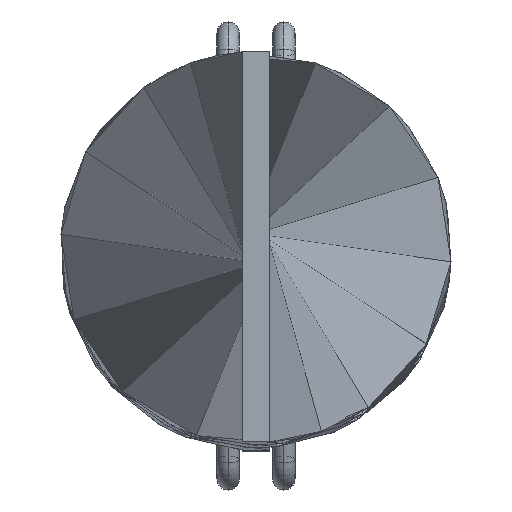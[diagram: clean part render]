
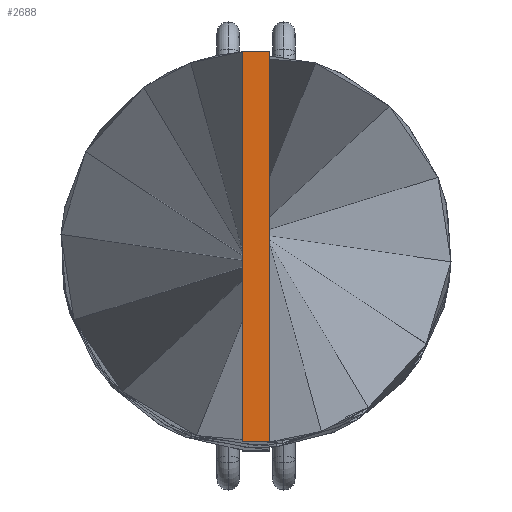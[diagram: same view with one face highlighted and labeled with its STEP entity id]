
A CAD part, top view. The second image highlights one B-rep face of the part: STEP entity #2688.
In plain terms, the highlighted planar face has unit normal (0, 0, 1).
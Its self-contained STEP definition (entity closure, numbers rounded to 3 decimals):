
#93 = ORIENTED_EDGE ( 'NONE', *, *, #2660, .T. ) ;
#155 = CARTESIAN_POINT ( 'NONE',  ( 0.5, -7., 200. ) ) ;
#169 = CARTESIAN_POINT ( 'NONE',  ( 0.5, -7., 200. ) ) ;
#472 = VECTOR ( 'NONE', #2976, 1000. ) ;
#541 = DIRECTION ( 'NONE',  ( 0., 1., 0. ) ) ;
#549 = VERTEX_POINT ( 'NONE', #4254 ) ;
#563 = FACE_OUTER_BOUND ( 'NONE', #571, .T. ) ;
#571 = EDGE_LOOP ( 'NONE', ( #2822, #1957, #3400, #93 ) ) ;
#613 = DIRECTION ( 'NONE',  ( 1., 0., 0. ) ) ;
#795 = LINE ( 'NONE', #861, #472 ) ;
#861 = CARTESIAN_POINT ( 'NONE',  ( -0.5, 7., 200. ) ) ;
#898 = EDGE_CURVE ( 'NONE', #549, #1760, #3073, .T. ) ;
#1073 = CARTESIAN_POINT ( 'NONE',  ( -0.5, 7., 200. ) ) ;
#1081 = CARTESIAN_POINT ( 'NONE',  ( -0.5, -7., 200. ) ) ;
#1216 = VECTOR ( 'NONE', #2041, 1000. ) ;
#1640 = LINE ( 'NONE', #169, #4243 ) ;
#1666 = CARTESIAN_POINT ( 'NONE',  ( 0.5, 7., 200. ) ) ;
#1740 = CARTESIAN_POINT ( 'NONE',  ( -0.5, -7., 200. ) ) ;
#1760 = VERTEX_POINT ( 'NONE', #1073 ) ;
#1789 = LINE ( 'NONE', #1740, #1942 ) ;
#1834 = VERTEX_POINT ( 'NONE', #1081 ) ;
#1942 = VECTOR ( 'NONE', #3504, 1000. ) ;
#1957 = ORIENTED_EDGE ( 'NONE', *, *, #4601, .T. ) ;
#2041 = DIRECTION ( 'NONE',  ( -1., 0., 0. ) ) ;
#2660 = EDGE_CURVE ( 'NONE', #3311, #549, #1640, .T. ) ;
#2666 = AXIS2_PLACEMENT_3D ( 'NONE', #3196, #4230, #613 ) ;
#2688 = ADVANCED_FACE ( 'NONE', ( #563 ), #3007, .T. ) ;
#2808 = EDGE_CURVE ( 'NONE', #1834, #3311, #1789, .T. ) ;
#2822 = ORIENTED_EDGE ( 'NONE', *, *, #898, .T. ) ;
#2976 = DIRECTION ( 'NONE',  ( 0., -1., 0. ) ) ;
#3007 = PLANE ( 'NONE',  #2666 ) ;
#3073 = LINE ( 'NONE', #1666, #1216 ) ;
#3196 = CARTESIAN_POINT ( 'NONE',  ( 0., 0., 200. ) ) ;
#3311 = VERTEX_POINT ( 'NONE', #155 ) ;
#3400 = ORIENTED_EDGE ( 'NONE', *, *, #2808, .T. ) ;
#3504 = DIRECTION ( 'NONE',  ( 1., 0., 0. ) ) ;
#4230 = DIRECTION ( 'NONE',  ( 0., 0., 1. ) ) ;
#4243 = VECTOR ( 'NONE', #541, 1000. ) ;
#4254 = CARTESIAN_POINT ( 'NONE',  ( 0.5, 7., 200. ) ) ;
#4601 = EDGE_CURVE ( 'NONE', #1760, #1834, #795, .T. ) ;
